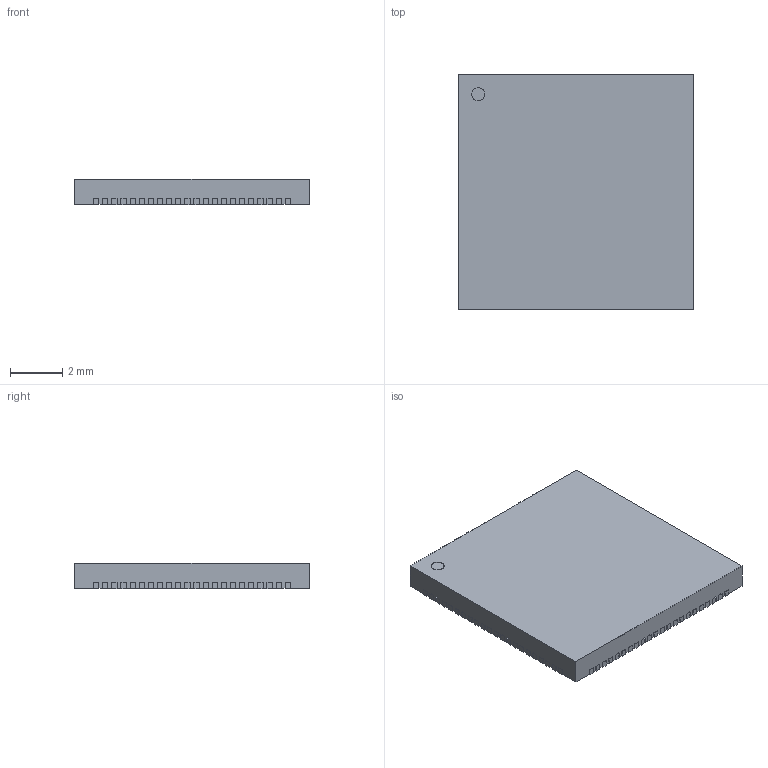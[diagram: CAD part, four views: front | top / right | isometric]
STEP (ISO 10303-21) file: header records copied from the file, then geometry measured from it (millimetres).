
FILE_DESCRIPTION (( 'STEP AP214' ), '1' );
FILE_NAME ('2B2B0875-A508-4F8C-963A-820D2C2FF0D6.STEP', '2025-08-14T02:33:52', ( '' ), ( '' ), 'SwSTEP 2.0', 'SolidWorks 2022', '' );
FILE_SCHEMA (( 'AUTOMOTIVE_DESIGN' ));
Length unit declared in the file: millimetre
Products named in the file (1): 2B2B0875-A508-4F8C-963A-820D2C2FF0D6
Bounding box: 9.04 x 9.04 x 0.97 mm (x, y, z)
Volume: 78 mm3; surface area: 200.2 mm2
Topology: 1 solids, 1 shells, 719 faces, 2145 edges, 1430 vertices
Faces by surface type: plane 541, cylinder 178
Entity records: 24128 total; most frequent: CARTESIAN_POINT 4295, ORIENTED_EDGE 4290, DIRECTION 3941, EDGE_CURVE 2145, LINE 1789, VECTOR 1789, VERTEX_POINT 1430, AXIS2_PLACEMENT_3D 1076
